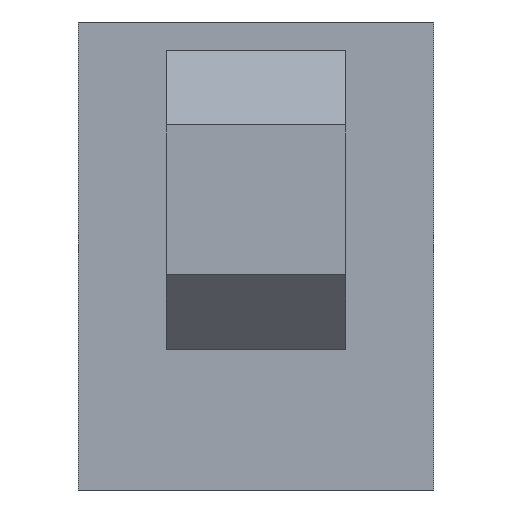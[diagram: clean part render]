
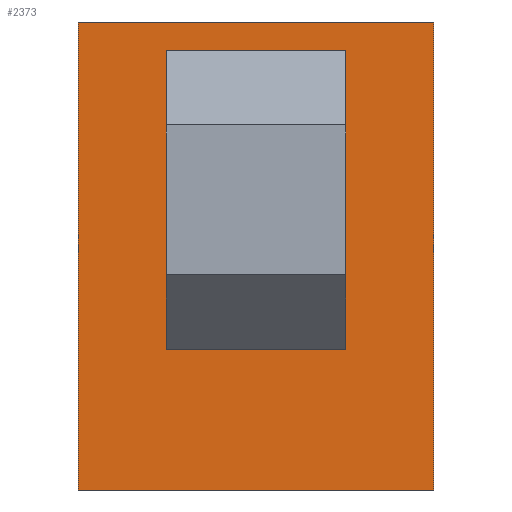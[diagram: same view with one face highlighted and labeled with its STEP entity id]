
A CAD part, front view. The second image highlights one B-rep face of the part: STEP entity #2373.
In plain terms, the highlighted planar face has unit normal (0, -1, 0).
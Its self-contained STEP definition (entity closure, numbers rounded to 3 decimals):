
#373=DIRECTION('',(-1.,0.,0.));
#374=VECTOR('',#373,3.95);
#375=CARTESIAN_POINT('',(4.4,0.,-4.65));
#376=LINE('',#375,#374);
#681=DIRECTION('',(1.,0.,0.));
#682=VECTOR('',#681,3.95);
#683=CARTESIAN_POINT('',(-4.4,0.,-14.35));
#684=LINE('',#683,#682);
#756=DIRECTION('',(0.,0.,1.));
#757=VECTOR('',#756,4.85);
#758=CARTESIAN_POINT('',(4.4,0.,-9.5));
#759=LINE('',#758,#757);
#770=DIRECTION('',(0.,0.,1.));
#771=VECTOR('',#770,25.);
#772=CARTESIAN_POINT('',(9.5,0.,-25.));
#773=LINE('',#772,#771);
#777=CARTESIAN_POINT('',(-0.45,0.,-9.5));
#778=DIRECTION('',(0.,1.,0.));
#779=DIRECTION('',(1.,0.,0.));
#780=AXIS2_PLACEMENT_3D('',#777,#778,#779);
#785=CARTESIAN_POINT('',(0.45,0.,-9.5));
#786=DIRECTION('',(0.,1.,0.));
#787=DIRECTION('',(-1.,0.,0.));
#788=AXIS2_PLACEMENT_3D('',#785,#786,#787);
#807=DIRECTION('',(-1.,0.,0.));
#808=VECTOR('',#807,19.);
#809=CARTESIAN_POINT('',(9.5,0.,-25.));
#810=LINE('',#809,#808);
#973=DIRECTION('',(1.,0.,0.));
#974=VECTOR('',#973,19.);
#975=CARTESIAN_POINT('',(-9.5,0.,0.));
#976=LINE('',#975,#974);
#1038=DIRECTION('',(0.,0.,1.));
#1039=VECTOR('',#1038,25.);
#1040=CARTESIAN_POINT('',(-9.5,0.,-25.));
#1041=LINE('',#1040,#1039);
#1605=DIRECTION('',(0.,0.,-1.));
#1606=VECTOR('',#1605,4.85);
#1607=CARTESIAN_POINT('',(-4.4,0.,-9.5));
#1608=LINE('',#1607,#1606);
#1800=CARTESIAN_POINT('',(-4.4,0.,-14.35));
#1802=VERTEX_POINT('',#1800);
#1847=CARTESIAN_POINT('',(-0.45,0.,-14.35));
#1848=VERTEX_POINT('',#1847);
#1861=CARTESIAN_POINT('',(-4.4,0.,-9.5));
#1862=VERTEX_POINT('',#1861);
#1868=CARTESIAN_POINT('',(4.4,0.,-9.5));
#1869=VERTEX_POINT('',#1868);
#1876=CARTESIAN_POINT('',(0.45,0.,-4.65));
#1877=VERTEX_POINT('',#1876);
#1881=CARTESIAN_POINT('',(9.5,0.,-25.));
#1883=VERTEX_POINT('',#1881);
#1884=CARTESIAN_POINT('',(-9.5,0.,-25.));
#1885=VERTEX_POINT('',#1884);
#1906=CARTESIAN_POINT('',(-9.5,0.,0.));
#1907=VERTEX_POINT('',#1906);
#1908=CARTESIAN_POINT('',(4.4,0.,-4.65));
#1909=VERTEX_POINT('',#1908);
#1910=CARTESIAN_POINT('',(9.5,0.,0.));
#1911=VERTEX_POINT('',#1910);
#2348=CARTESIAN_POINT('',(-9.5,0.,-25.));
#2349=DIRECTION('',(0.,-1.,0.));
#2350=DIRECTION('',(0.,0.,-1.));
#2351=AXIS2_PLACEMENT_3D('',#2348,#2349,#2350);
#2352=PLANE('',#2351);
#2354=ORIENTED_EDGE('',*,*,#2353,.T.);
#2356=ORIENTED_EDGE('',*,*,#2355,.T.);
#2358=ORIENTED_EDGE('',*,*,#2357,.T.);
#2360=ORIENTED_EDGE('',*,*,#2359,.F.);
#2361=EDGE_LOOP('',(#2354,#2356,#2358,#2360));
#2362=FACE_OUTER_BOUND('',#2361,.F.);
#2364=ORIENTED_EDGE('',*,*,#2363,.T.);
#2365=ORIENTED_EDGE('',*,*,#2266,.T.);
#2366=ORIENTED_EDGE('',*,*,#2321,.F.);
#2367=ORIENTED_EDGE('',*,*,#2341,.T.);
#2368=ORIENTED_EDGE('',*,*,#2052,.T.);
#2370=ORIENTED_EDGE('',*,*,#2369,.F.);
#2371=EDGE_LOOP('',(#2364,#2365,#2366,#2367,#2368,#2370));
#2372=FACE_BOUND('',#2371,.F.);
#781=CIRCLE('',#780,4.85);
#789=CIRCLE('',#788,4.85);
#2052=EDGE_CURVE('',#1909,#1877,#376,.T.);
#2266=EDGE_CURVE('',#1802,#1848,#684,.T.);
#2321=EDGE_CURVE('',#1869,#1848,#781,.T.);
#2341=EDGE_CURVE('',#1869,#1909,#759,.T.);
#2353=EDGE_CURVE('',#1883,#1885,#810,.T.);
#2355=EDGE_CURVE('',#1885,#1907,#1041,.T.);
#2357=EDGE_CURVE('',#1907,#1911,#976,.T.);
#2359=EDGE_CURVE('',#1883,#1911,#773,.T.);
#2363=EDGE_CURVE('',#1862,#1802,#1608,.T.);
#2369=EDGE_CURVE('',#1862,#1877,#789,.T.);
#2373=ADVANCED_FACE('',(#2362,#2372),#2352,.T.);
